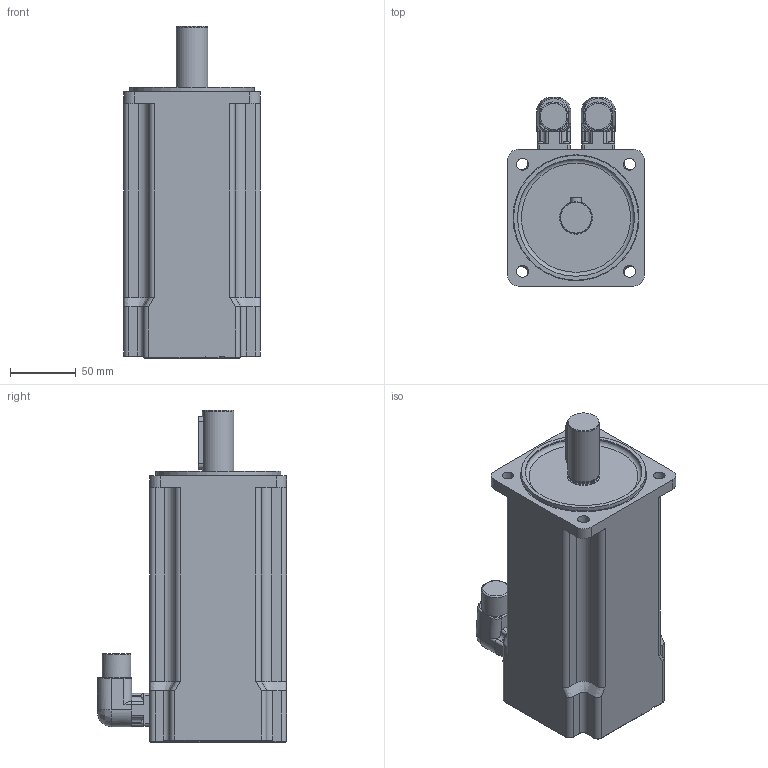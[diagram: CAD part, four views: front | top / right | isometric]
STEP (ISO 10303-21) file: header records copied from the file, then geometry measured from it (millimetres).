
FILE_DESCRIPTION((''),'2;1');
FILE_NAME('AM8053-xx00-xxxx_21.05.2012.stp','2012-05-21T13:05:54',('KathrinW'),(''),'Autodesk Inventor 2012','Autodesk Inventor 2012','');
FILE_SCHEMA(('CONFIG_CONTROL_DESIGN'));
Length unit declared in the file: millimetre
Products named in the file (4): BM100-VM-01; BM100-VM-00; Intercontec-BEDC110NN00000101000; DIN 6885-A8x7x40
Assembly tree (4 placements, depth 2):
  BM100-VM-01
    BM100-VM-00
    Intercontec-BEDC110NN00000101000  x2
    DIN 6885-A8x7x40
Bounding box: 104 x 143.8 x 252.5 mm (x, y, z)
Volume: 2018380.8 mm3; surface area: 122971 mm2
Topology: 4 solids, 4 shells, 409 faces, 1027 edges, 649 vertices
Faces by surface type: plane 209, cylinder 119, bspline 57, torus 18, cone 6
Full cylindrical faces by diameter (mm): 4.8 x8, 9 x4, 20.1 x2, 22 x2, 23.4 x1, 24 x1, 25 x1, 89 x1, 95 x1
Entity records: 10917 total; most frequent: CARTESIAN_POINT 3017, ORIENTED_EDGE 1578, DIRECTION 1498, EDGE_CURVE 789, VERTEX_POINT 521, AXIS2_PLACEMENT_3D 506, VECTOR 486, LINE 486
